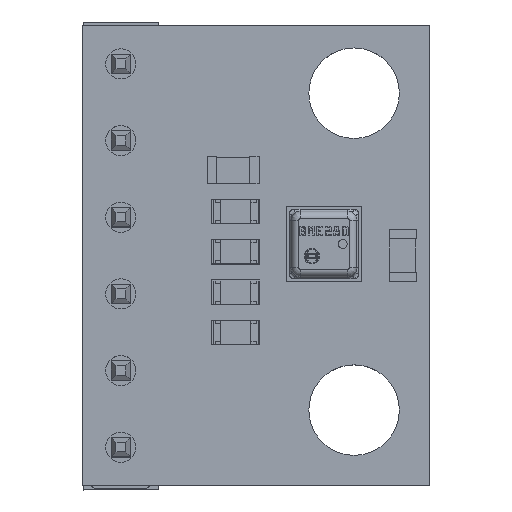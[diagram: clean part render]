
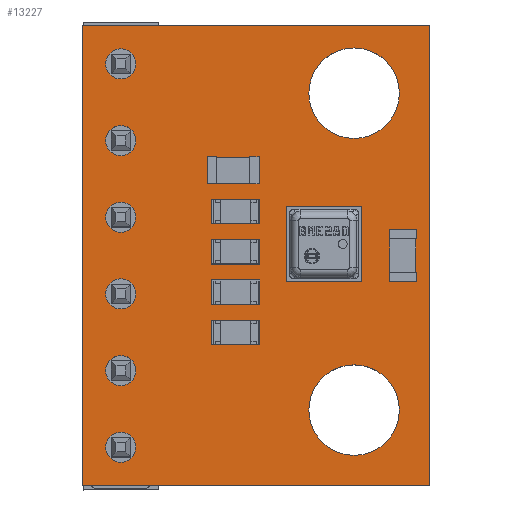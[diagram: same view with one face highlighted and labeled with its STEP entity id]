
A CAD part, top view. The second image highlights one B-rep face of the part: STEP entity #13227.
In plain terms, the highlighted planar face has unit normal (0, 0, 1).
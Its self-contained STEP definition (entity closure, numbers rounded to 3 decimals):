
#806=FACE_BOUND('',#2159,.T.);
#807=FACE_BOUND('',#2160,.T.);
#808=FACE_BOUND('',#2161,.T.);
#809=FACE_BOUND('',#2162,.T.);
#810=FACE_BOUND('',#2163,.T.);
#811=FACE_BOUND('',#2164,.T.);
#812=FACE_BOUND('',#2165,.T.);
#813=FACE_BOUND('',#2166,.T.);
#882=PLANE('',#14217);
#1458=FACE_OUTER_BOUND('',#2158,.T.);
#2158=EDGE_LOOP('',(#9431,#9432,#9433,#9434));
#2159=EDGE_LOOP('',(#9435));
#2160=EDGE_LOOP('',(#9436));
#2161=EDGE_LOOP('',(#9437));
#2162=EDGE_LOOP('',(#9438));
#2163=EDGE_LOOP('',(#9439));
#2164=EDGE_LOOP('',(#9440));
#2165=EDGE_LOOP('',(#9441));
#2166=EDGE_LOOP('',(#9442));
#2922=LINE('',#18175,#4513);
#2924=LINE('',#18179,#4515);
#2926=LINE('',#18183,#4517);
#2927=LINE('',#18185,#4518);
#4513=VECTOR('',#15034,1000.);
#4515=VECTOR('',#15038,1000.);
#4517=VECTOR('',#15042,1000.);
#4518=VECTOR('',#15045,1000.);
#6090=CIRCLE('',#14189,1.5);
#6092=CIRCLE('',#14192,0.5);
#6094=CIRCLE('',#14195,1.5);
#6096=CIRCLE('',#14198,0.5);
#6098=CIRCLE('',#14201,0.5);
#6100=CIRCLE('',#14204,0.5);
#6102=CIRCLE('',#14207,0.5);
#6104=CIRCLE('',#14210,0.5);
#6220=VERTEX_POINT('',#18114);
#6222=VERTEX_POINT('',#18120);
#6224=VERTEX_POINT('',#18126);
#6226=VERTEX_POINT('',#18132);
#6228=VERTEX_POINT('',#18138);
#6230=VERTEX_POINT('',#18144);
#6232=VERTEX_POINT('',#18150);
#6234=VERTEX_POINT('',#18156);
#6240=VERTEX_POINT('',#18171);
#6241=VERTEX_POINT('',#18173);
#6242=VERTEX_POINT('',#18177);
#6243=VERTEX_POINT('',#18181);
#7478=EDGE_CURVE('',#6220,#6220,#6090,.T.);
#7481=EDGE_CURVE('',#6222,#6222,#6092,.T.);
#7484=EDGE_CURVE('',#6224,#6224,#6094,.T.);
#7487=EDGE_CURVE('',#6226,#6226,#6096,.T.);
#7490=EDGE_CURVE('',#6228,#6228,#6098,.T.);
#7493=EDGE_CURVE('',#6230,#6230,#6100,.T.);
#7496=EDGE_CURVE('',#6232,#6232,#6102,.T.);
#7499=EDGE_CURVE('',#6234,#6234,#6104,.T.);
#7508=EDGE_CURVE('',#6241,#6240,#2922,.T.);
#7510=EDGE_CURVE('',#6240,#6242,#2924,.T.);
#7512=EDGE_CURVE('',#6242,#6243,#2926,.T.);
#7513=EDGE_CURVE('',#6243,#6241,#2927,.T.);
#9431=ORIENTED_EDGE('',*,*,#7510,.F.);
#9432=ORIENTED_EDGE('',*,*,#7508,.F.);
#9433=ORIENTED_EDGE('',*,*,#7513,.F.);
#9434=ORIENTED_EDGE('',*,*,#7512,.F.);
#9435=ORIENTED_EDGE('',*,*,#7478,.T.);
#9436=ORIENTED_EDGE('',*,*,#7481,.T.);
#9437=ORIENTED_EDGE('',*,*,#7484,.T.);
#9438=ORIENTED_EDGE('',*,*,#7487,.T.);
#9439=ORIENTED_EDGE('',*,*,#7490,.T.);
#9440=ORIENTED_EDGE('',*,*,#7493,.T.);
#9441=ORIENTED_EDGE('',*,*,#7496,.T.);
#9442=ORIENTED_EDGE('',*,*,#7499,.T.);
#13227=ADVANCED_FACE('',(#1458,#806,#807,#808,#809,#810,#811,#812,#813),
#882,.T.);
#14189=AXIS2_PLACEMENT_3D('',#18115,#14970,#14971);
#14192=AXIS2_PLACEMENT_3D('',#18121,#14977,#14978);
#14195=AXIS2_PLACEMENT_3D('',#18127,#14984,#14985);
#14198=AXIS2_PLACEMENT_3D('',#18133,#14991,#14992);
#14201=AXIS2_PLACEMENT_3D('',#18139,#14998,#14999);
#14204=AXIS2_PLACEMENT_3D('',#18145,#15005,#15006);
#14207=AXIS2_PLACEMENT_3D('',#18151,#15012,#15013);
#14210=AXIS2_PLACEMENT_3D('',#18157,#15019,#15020);
#14217=AXIS2_PLACEMENT_3D('',#18186,#15046,#15047);
#14970=DIRECTION('center_axis',(0.,0.,-1.));
#14971=DIRECTION('ref_axis',(-1.,0.,0.));
#14977=DIRECTION('center_axis',(0.,0.,-1.));
#14978=DIRECTION('ref_axis',(-1.,0.,0.));
#14984=DIRECTION('center_axis',(0.,0.,-1.));
#14985=DIRECTION('ref_axis',(-1.,0.,0.));
#14991=DIRECTION('center_axis',(0.,0.,-1.));
#14992=DIRECTION('ref_axis',(-1.,0.,0.));
#14998=DIRECTION('center_axis',(0.,0.,-1.));
#14999=DIRECTION('ref_axis',(-1.,0.,0.));
#15005=DIRECTION('center_axis',(0.,0.,-1.));
#15006=DIRECTION('ref_axis',(-1.,0.,0.));
#15012=DIRECTION('center_axis',(0.,0.,-1.));
#15013=DIRECTION('ref_axis',(-1.,0.,0.));
#15019=DIRECTION('center_axis',(0.,0.,-1.));
#15020=DIRECTION('ref_axis',(-1.,0.,0.));
#15034=DIRECTION('',(0.,1.,0.));
#15038=DIRECTION('',(1.,0.,0.));
#15042=DIRECTION('',(0.,-1.,0.));
#15045=DIRECTION('',(-1.,0.,0.));
#15046=DIRECTION('center_axis',(0.,0.,1.));
#15047=DIRECTION('ref_axis',(1.,0.,0.));
#18114=CARTESIAN_POINT('',(10.5,13.,1.291));
#18115=CARTESIAN_POINT('Origin',(9.,13.,1.291));
#18120=CARTESIAN_POINT('',(1.77,6.35,1.291));
#18121=CARTESIAN_POINT('Origin',(1.27,6.35,1.291));
#18126=CARTESIAN_POINT('',(10.5,2.5,1.291));
#18127=CARTESIAN_POINT('Origin',(9.,2.5,1.291));
#18132=CARTESIAN_POINT('',(1.77,3.81,1.291));
#18133=CARTESIAN_POINT('Origin',(1.27,3.81,1.291));
#18138=CARTESIAN_POINT('',(1.77,11.43,1.291));
#18139=CARTESIAN_POINT('Origin',(1.27,11.43,1.291));
#18144=CARTESIAN_POINT('',(1.77,13.97,1.291));
#18145=CARTESIAN_POINT('Origin',(1.27,13.97,1.291));
#18150=CARTESIAN_POINT('',(1.77,1.27,1.291));
#18151=CARTESIAN_POINT('Origin',(1.27,1.27,1.291));
#18156=CARTESIAN_POINT('',(1.77,8.89,1.291));
#18157=CARTESIAN_POINT('Origin',(1.27,8.89,1.291));
#18171=CARTESIAN_POINT('',(0.,15.24,1.291));
#18173=CARTESIAN_POINT('',(0.,0.,1.291));
#18175=CARTESIAN_POINT('',(0.,0.,1.291));
#18177=CARTESIAN_POINT('',(11.5,15.24,1.291));
#18179=CARTESIAN_POINT('',(0.,15.24,1.291));
#18181=CARTESIAN_POINT('',(11.5,0.,1.291));
#18183=CARTESIAN_POINT('',(11.5,15.24,1.291));
#18185=CARTESIAN_POINT('',(11.5,0.,1.291));
#18186=CARTESIAN_POINT('Origin',(0.,0.,1.291));
